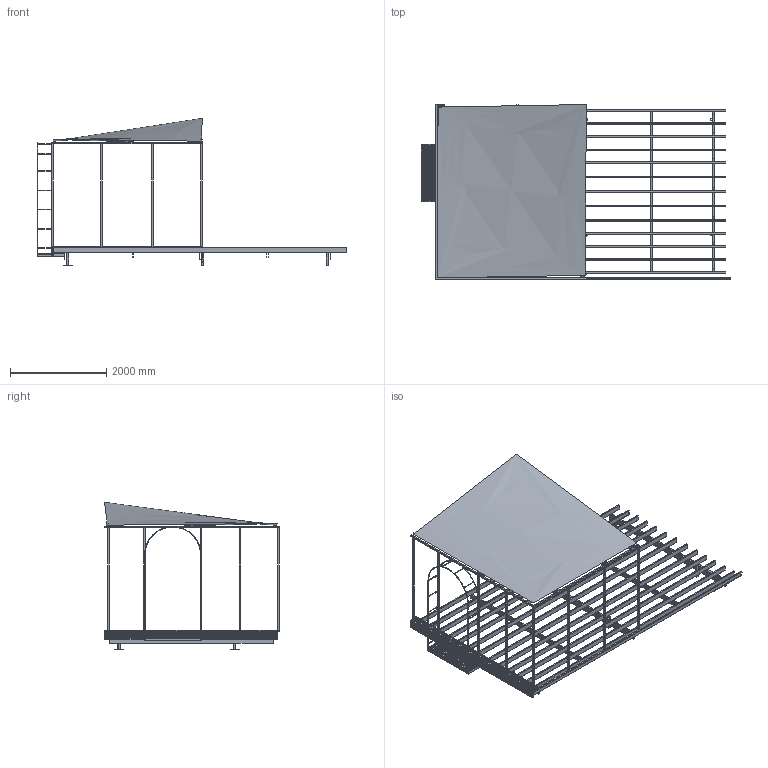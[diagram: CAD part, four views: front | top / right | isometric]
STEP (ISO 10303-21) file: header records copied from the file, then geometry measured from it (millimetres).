
FILE_DESCRIPTION(/* description */ ('','CAx-IF Rec.Pracs.---Representation and Presentation of Product Manufacturing Information (PMI)---3.8---2014-02-18'),/* implementation_level */ '2;1');
FILE_NAME(/* name */ 'Terasse_Sonnenschutz_Master_Forum-WH.stp',/* time_stamp */ '2016-02-20T18:08:48+01:00',/* author */ ('Walter'),/* organization */ (''),/* preprocessor_version */ 'ST-DEVELOPER v16.1',/* originating_system */ 'Autodesk Inventor 2016',/* authorisation */ '');
FILE_SCHEMA (('AP242_MANAGED_MODEL_BASED_3D_ENGINEERING_MIM_LF { 1 0 10303 442 1 1 4 }'));
Length unit declared in the file: millimetre
Products named in the file (1): Terasse_Sonnenschutz_Master_Forum-WH
Bounding box: 6433 x 3632 x 3063.5 mm (x, y, z)
Volume: 124368054.1 mm3; surface area: 87639438.7 mm2
Topology: 43 solids, 49 shells, 876 faces, 2434 edges, 1617 vertices
Faces by surface type: plane 671, cylinder 203, bspline 2
Full cylindrical faces by diameter (mm): 4.3 x16, 4.5 x120, 14 x8
Entity records: 34607 total; most frequent: CARTESIAN_POINT 11750, DIRECTION 4343, ORIENTED_EDGE 4312, EDGE_CURVE 2167, LINE 1725, VECTOR 1725, VERTEX_POINT 1494, EDGE_LOOP 1396
